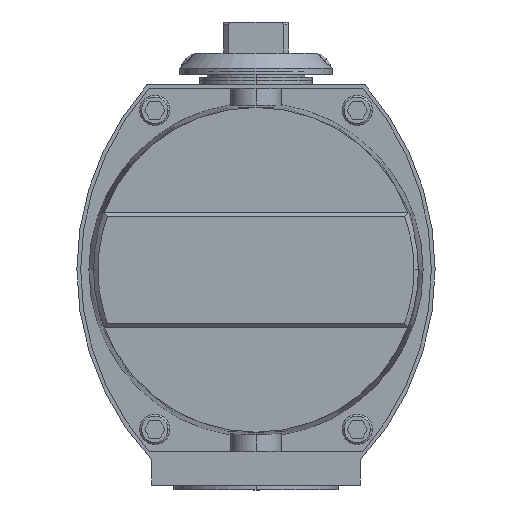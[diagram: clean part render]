
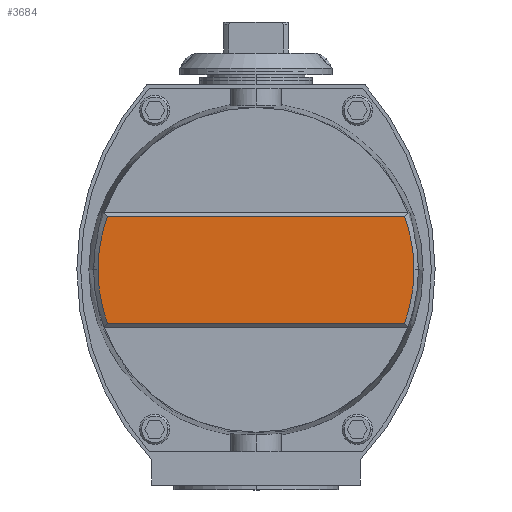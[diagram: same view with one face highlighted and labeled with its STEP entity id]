
A CAD part, left-side view. The second image highlights one B-rep face of the part: STEP entity #3684.
In plain terms, the highlighted face is planar.
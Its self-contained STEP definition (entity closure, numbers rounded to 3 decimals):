
#2602=CARTESIAN_POINT('',(119.075,-124.759,0.));
#2603=VERTEX_POINT('',#2602);
#2610=CARTESIAN_POINT('',(119.075,-117.441,42.1));
#2611=VERTEX_POINT('',#2610);
#2612=CARTESIAN_POINT('',(119.075,0.,0.));
#2613=DIRECTION('',(-1.0,0.0,0.0));
#2614=DIRECTION('',(0.0,-1.0,0.0));
#2615=AXIS2_PLACEMENT_3D('',#2612,#2613,#2614);
#2616=CIRCLE('',#2615,124.759);
#2617=EDGE_CURVE('',#2603,#2611,#2616,.T.);
#2635=CARTESIAN_POINT('',(119.075,124.759,0.));
#2636=VERTEX_POINT('',#2635);
#2643=CARTESIAN_POINT('',(119.075,117.441,-42.1));
#2644=VERTEX_POINT('',#2643);
#2645=CARTESIAN_POINT('',(119.075,0.,0.));
#2646=DIRECTION('',(-1.0,0.0,0.0));
#2647=DIRECTION('',(0.0,1.0,0.0));
#2648=AXIS2_PLACEMENT_3D('',#2645,#2646,#2647);
#2649=CIRCLE('',#2648,124.759);
#2650=EDGE_CURVE('',#2636,#2644,#2649,.T.);
#3527=CARTESIAN_POINT('',(119.075,117.441,42.1));
#3528=VERTEX_POINT('',#3527);
#3536=CARTESIAN_POINT('',(119.075,0.,0.));
#3537=DIRECTION('',(-1.0,0.0,0.0));
#3538=DIRECTION('',(0.0,1.0,0.0));
#3539=AXIS2_PLACEMENT_3D('',#3536,#3537,#3538);
#3540=CIRCLE('',#3539,124.759);
#3541=EDGE_CURVE('',#3528,#2636,#3540,.T.);
#3561=CARTESIAN_POINT('',(119.075,-117.441,-42.1));
#3562=VERTEX_POINT('',#3561);
#3570=CARTESIAN_POINT('',(119.075,0.,0.));
#3571=DIRECTION('',(-1.0,0.0,0.0));
#3572=DIRECTION('',(0.0,-1.0,0.0));
#3573=AXIS2_PLACEMENT_3D('',#3570,#3571,#3572);
#3574=CIRCLE('',#3573,124.759);
#3575=EDGE_CURVE('',#3562,#2603,#3574,.T.);
#3603=CARTESIAN_POINT('',(119.075,117.441,-42.1));
#3604=DIRECTION('',(0.0,-1.0,0.0));
#3605=VECTOR('',#3604,234.881);
#3606=LINE('',#3603,#3605);
#3607=EDGE_CURVE('',#2644,#3562,#3606,.T.);
#3633=CARTESIAN_POINT('',(119.075,-117.441,42.1));
#3634=DIRECTION('',(0.0,1.0,0.0));
#3635=VECTOR('',#3634,234.881);
#3636=LINE('',#3633,#3635);
#3637=EDGE_CURVE('',#2611,#3528,#3636,.T.);
#3671=CARTESIAN_POINT('',(119.075,0.,0.));
#3672=DIRECTION('',(1.0,0.0,0.0));
#3673=DIRECTION('',(0.0,0.0,-1.0));
#3674=AXIS2_PLACEMENT_3D('',#3671,#3672,#3673);
#3675=PLANE('',#3674);
#3676=ORIENTED_EDGE('',*,*,#3575,.F.);
#3677=ORIENTED_EDGE('',*,*,#3607,.F.);
#3678=ORIENTED_EDGE('',*,*,#2650,.F.);
#3679=ORIENTED_EDGE('',*,*,#3541,.F.);
#3680=ORIENTED_EDGE('',*,*,#3637,.F.);
#3681=ORIENTED_EDGE('',*,*,#2617,.F.);
#3682=EDGE_LOOP('',(#3676,#3677,#3678,#3679,#3680,#3681));
#3683=FACE_OUTER_BOUND('',#3682,.T.);
#3684=ADVANCED_FACE('',(#3683),#3675,.T.);
